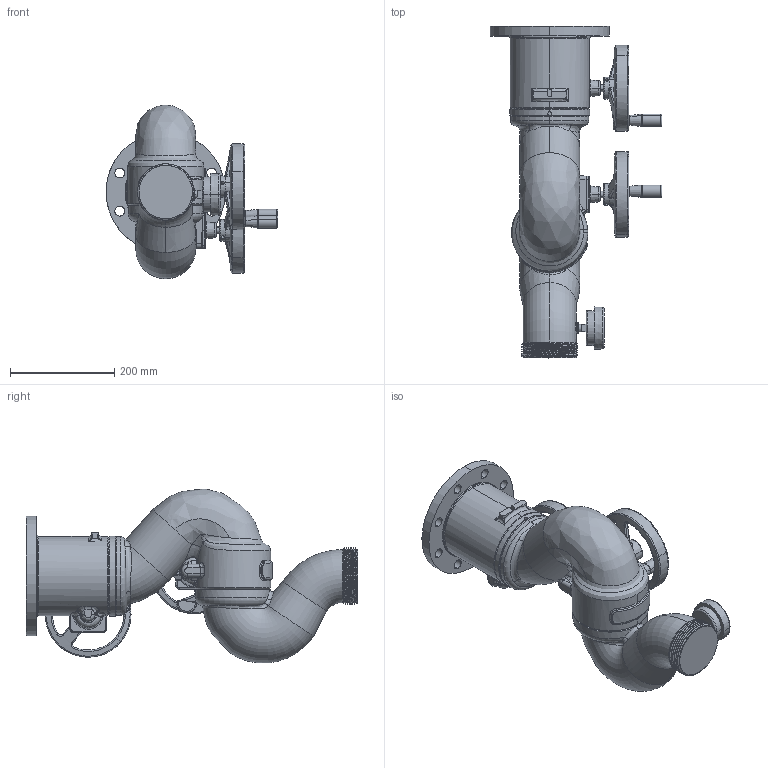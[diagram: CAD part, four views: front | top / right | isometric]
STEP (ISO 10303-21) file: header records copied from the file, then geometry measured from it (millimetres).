
FILE_DESCRIPTION (( 'STEP AP214' ), '1' );
FILE_NAME ('8394-021_Spit-FireDD.STEP', '2010-07-22T17:29:53', ( 'Rick' ), ( '' ), 'SwSTEP 2.0', 'SolidWorks 2010', '' );
FILE_SCHEMA (( 'AUTOMOTIVE_DESIGN' ));
Length unit declared in the file: inch
Products named in the file (14): Products.Monitors.8394-02 (Spit-Fire) Dbl Wheel-8394-028394-02 Spitfire Double HandwheelSpit-Fire Double Handwheel Monitor Assy20NULL; Products.Monitors.8394-02 (Spit-Fire) Dbl Wheel-8394-0281053001INLET BODY SUBASSEMBLY20NULL; Products.Monitors.8394-02 (Spit-Fire) Dbl Wheel-8394-0218238301BODY - INLET 839450NULL; Products.Monitors.8394-02 (Spit-Fire) Dbl Wheel-8394-0281054001OUTLET BODY SUBASSEMBLY20NULL; Products.Monitors.8394-02 (Spit-Fire) Dbl Wheel-8394-0217668001OUTLET BODY 839420NULL; Products.Monitors.8394-02 (Spit-Fire) Dbl Wheel-8394-0215593001BASE - MONITOR BRASSD10NULL; Products.Monitors.8294-06 (Scorpion RF)-8294-06 RF33587000Gauge-Pressure20NULL; Release-Details 10000 - 1499910448001Adapter -  Flanged (Brass)10NULL; Release-Details 80000 - 8499981019001Handwheel Assy (Brass) 6.50 Dia30NULL; tim-8297(2.0)52018000CAPLUG (PLASTIC)10NULL; Release-Details 35000 - 3999936704001Handle-Spinner (Brass)_10NULL; Release-Details 70000 - 7499971236001HANDWHEEL (BRASS) W .625 BORE20NULL; Release-Details 60000 - 6499963930001Shaft - Worm (SS)10NULL; 8394-021_Spit-FireDD
Assembly tree (16 placements, depth 4):
  8394-021_Spit-FireDD
    Products.Monitors.8394-02 (Spit-Fire) Dbl Wheel-8394-028394-02 Spitfire Double HandwheelSpit-Fire Double Handwheel Monitor Assy20NULL
      Products.Monitors.8394-02 (Spit-Fire) Dbl Wheel-8394-0281053001INLET BODY SUBASSEMBLY20NULL
        Products.Monitors.8394-02 (Spit-Fire) Dbl Wheel-8394-0218238301BODY - INLET 839450NULL
      Products.Monitors.8394-02 (Spit-Fire) Dbl Wheel-8394-0215593001BASE - MONITOR BRASSD10NULL
      Products.Monitors.8394-02 (Spit-Fire) Dbl Wheel-8394-0281054001OUTLET BODY SUBASSEMBLY20NULL
        Products.Monitors.8394-02 (Spit-Fire) Dbl Wheel-8394-0217668001OUTLET BODY 839420NULL
      Products.Monitors.8294-06 (Scorpion RF)-8294-06 RF33587000Gauge-Pressure20NULL
      Release-Details 60000 - 6499963930001Shaft - Worm (SS)10NULL  x2
      Release-Details 10000 - 1499910448001Adapter -  Flanged (Brass)10NULL  x2
      Release-Details 80000 - 8499981019001Handwheel Assy (Brass) 6.50 Dia30NULL  x2
        tim-8297(2.0)52018000CAPLUG (PLASTIC)10NULL
        Release-Details 35000 - 3999936704001Handle-Spinner (Brass)_10NULL
        Release-Details 70000 - 7499971236001HANDWHEEL (BRASS) W .625 BORE20NULL
Bounding box: 329.09 x 635.37 x 332.54 mm (x, y, z)
Volume: 12492578.9 mm3; surface area: 712385.9 mm2
Topology: 14 solids, 14 shells, 800 faces, 1918 edges, 1125 vertices
Faces by surface type: bspline 350, cylinder 181, plane 117, cone 76, torus 75, sphere 1
Entity records: 51391 total; most frequent: CARTESIAN_POINT 31971, ORIENTED_EDGE 2820, DIRECTION 1733, EDGE_CURVE 1410, VERTEX_POINT 844, AXIS2_PLACEMENT_3D 724, B_SPLINE_CURVE_WITH_KNOTS 704, EDGE_LOOP 624
